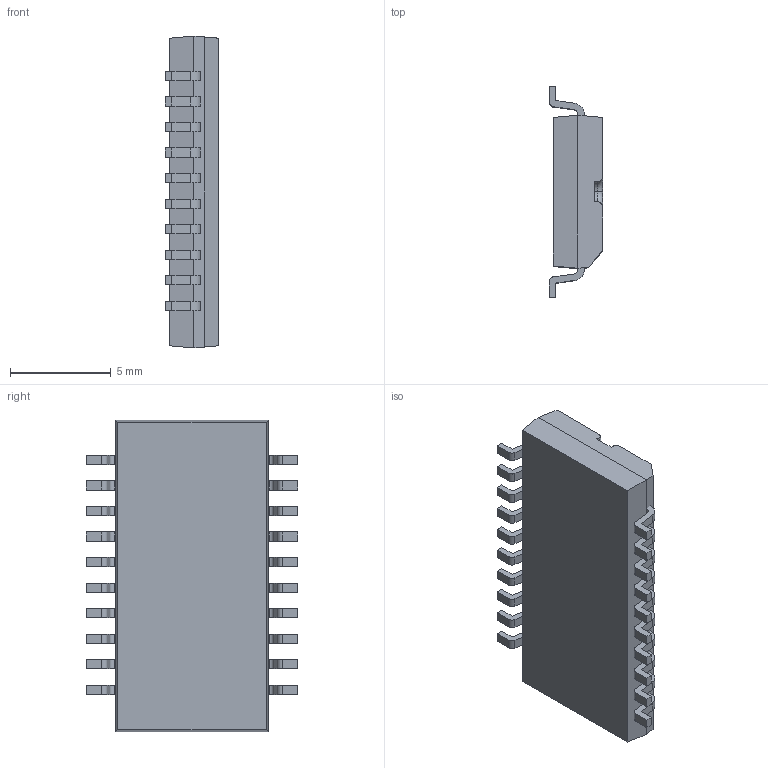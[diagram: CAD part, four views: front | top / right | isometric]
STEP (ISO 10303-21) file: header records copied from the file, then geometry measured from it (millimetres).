
FILE_DESCRIPTION (( 'STEP AP214' ), '1' );
FILE_NAME ('ADE7913 SO20.STEP', '2024-03-26T10:33:56', ( '' ), ( '' ), 'SwSTEP 2.0', 'SolidWorks 2024', '' );
FILE_SCHEMA (( 'AUTOMOTIVE_DESIGN' ));
Length unit declared in the file: millimetre
Products named in the file (1): ADE7913 SO20
Bounding box: 2.64 x 10.51 x 15.5 mm (x, y, z)
Volume: 286.7 mm3; surface area: 428.7 mm2
Topology: 21 solids, 21 shells, 651 faces, 1774 edges, 1181 vertices
Faces by surface type: plane 472, bspline 115, cylinder 62, torus 2
Entity records: 29947 total; most frequent: CARTESIAN_POINT 6768, ORIENTED_EDGE 3548, DIRECTION 2741, EDGE_CURVE 1774, VECTOR 1413, LINE 1413, VERTEX_POINT 1181, UNCERTAINTY_MEASURE_WITH_UNIT 673
